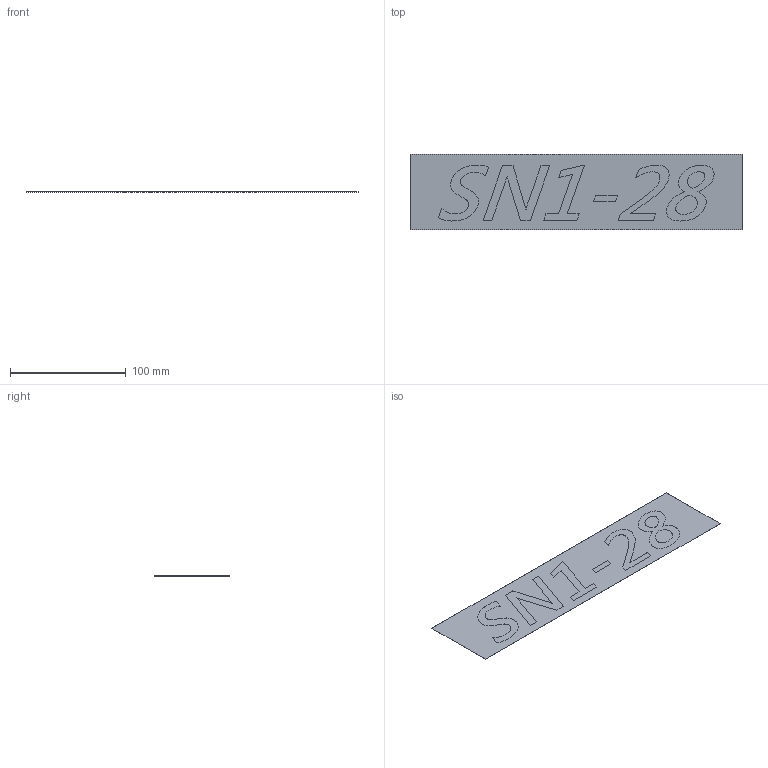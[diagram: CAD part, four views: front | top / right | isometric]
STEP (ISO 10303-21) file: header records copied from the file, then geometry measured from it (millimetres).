
FILE_DESCRIPTION (( 'STEP AP203' ), '1' );
FILE_NAME ('302N41S01-型式貼紙.STEP', '2023-10-02T08:47:53', ( '' ), ( '' ), 'SwSTEP 2.0', 'SolidWorks 2018', '' );
FILE_SCHEMA (( 'CONFIG_CONTROL_DESIGN' ));
Length unit declared in the file: millimetre
Products named in the file (1): 302N41S01-型式貼紙
Bounding box: 287 x 65.4 x 0.1 mm (x, y, z)
Volume: 1801.4 mm3; surface area: 37634.3 mm2
Topology: 1 solids, 1 shells, 90 faces, 240 edges, 160 vertices
Faces by surface type: plane 52, bspline 38
Entity records: 4849 total; most frequent: CARTESIAN_POINT 2785, ORIENTED_EDGE 480, DIRECTION 270, EDGE_CURVE 240, VECTOR 164, LINE 164, VERTEX_POINT 160, EDGE_LOOP 98
